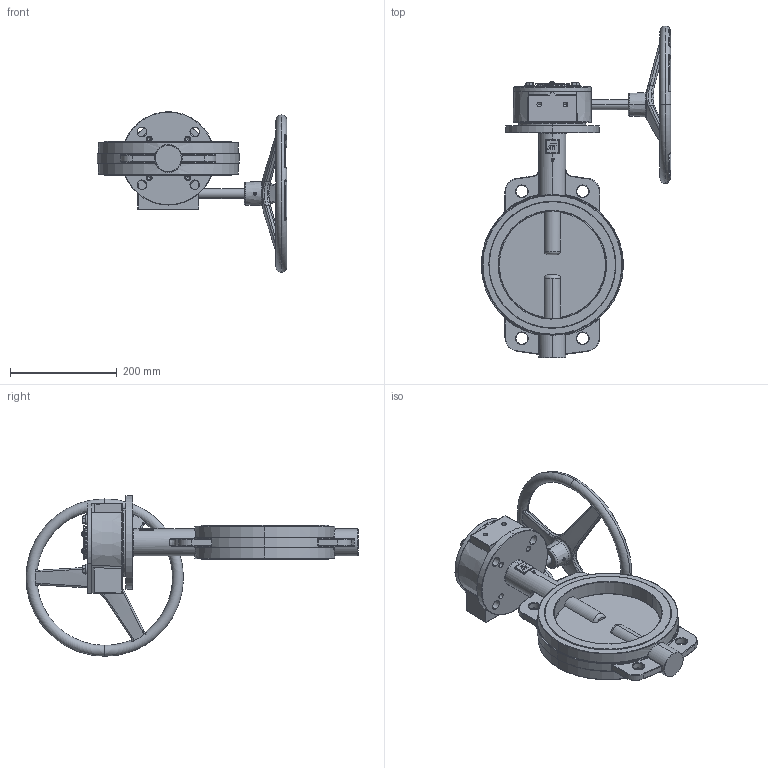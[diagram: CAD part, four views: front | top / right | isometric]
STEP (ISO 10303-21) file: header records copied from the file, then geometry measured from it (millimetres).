
FILE_DESCRIPTION (( 'STEP AP214' ), '1' );
FILE_NAME ('OS-W1-0800-XXX-G.step', '2019-08-12T18:32:03', ( '' ), ( '' ), 'SwSTEP 2.0', 'SolidWorks 2019', '' );
FILE_SCHEMA (( 'AUTOMOTIVE_DESIGN' ));
Length unit declared in the file: inch
Products named in the file (41): pan cross head_am; 25054; 25059; flat washer narrow_am; hex cap screw_am; socket set screw flat point_am; socket set screw flat point_am_B18.3.6M - M6 x 1.0 x 8 Hex Socket Flat Pt. SS --N; OS-W1-0800-XXX-G; 25058; G-XX-0800 GEAR OPERATOR SQUARE DRIVE_CLOSED; 25113; 25055; 25056; spring pin slotted_ai_SPS 0.2188x1.75; 25057; hex cap screw_am_B18.2.3.1M - Hex cap screw, M8 x 1.25 x 12 --12N; 25192; pan cross head_am_B18.6.7M - M5 x 0.8 x 8 Type I Cross Recessed PHMS --8N; OS-W1-0800-XXX_CLOSED; 25138; 25197; flat washer narrow_am_B18.22M - Plain washer, 8 mm, narrow; spring pin slotted_ai
Assembly tree (25 placements, depth 3):
  pan cross head_am
  25059
  flat washer narrow_am
  hex cap screw_am
  socket set screw flat point_am
Bounding box: 355.32 x 622.45 x 300.98 mm (x, y, z)
Volume: 4295754.2 mm3; surface area: 692859.5 mm2
Topology: 23 solids, 23 shells, 1131 faces, 2762 edges, 1705 vertices
Faces by surface type: plane 401, cylinder 294, bspline 223, torus 117, cone 83, sphere 13
Entity records: 45120 total; most frequent: CARTESIAN_POINT 21617, ORIENTED_EDGE 4880, DIRECTION 4111, EDGE_CURVE 2440, AXIS2_PLACEMENT_3D 1543, VERTEX_POINT 1535, EDGE_LOOP 1117, VECTOR 1025
